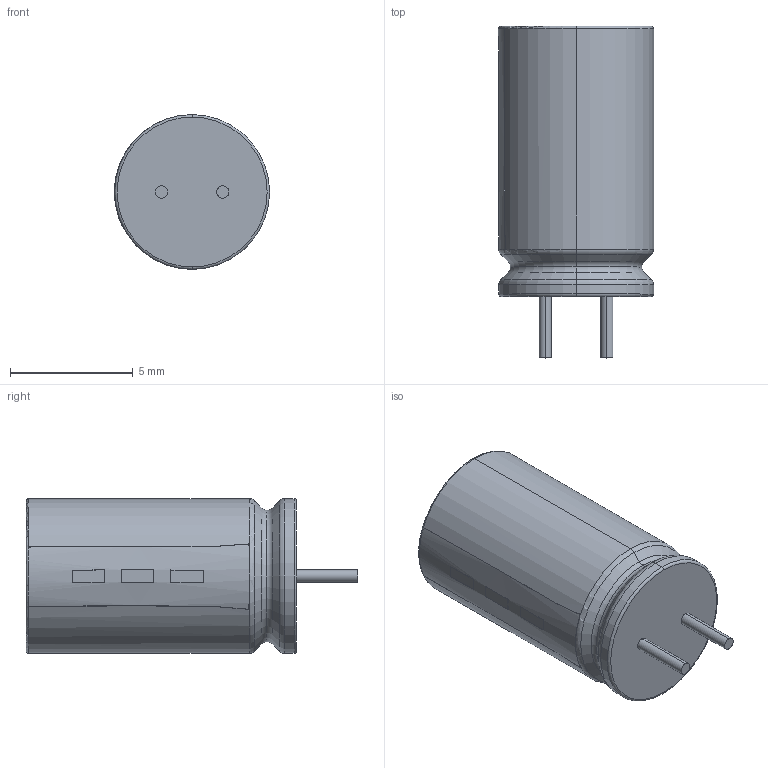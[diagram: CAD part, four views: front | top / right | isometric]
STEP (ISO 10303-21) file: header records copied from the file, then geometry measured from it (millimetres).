
FILE_DESCRIPTION (( 'STEP AP214' ), '1' );
FILE_NAME ('CAL-6-11.STEP', '2022-11-28T12:04:39', ( '' ), ( '' ), 'SwSTEP 2.0', 'SolidWorks 2022', '' );
FILE_SCHEMA (( 'AUTOMOTIVE_DESIGN' ));
Length unit declared in the file: millimetre
Products named in the file (1): CAL-6-11
Bounding box: 6.31 x 13.5 x 6.3 mm (x, y, z)
Volume: 337.5 mm3; surface area: 291.3 mm2
Topology: 1 solids, 1 shells, 59 faces, 131 edges, 80 vertices
Faces by surface type: bspline 16, cylinder 15, torus 12, plane 12, cone 4
Entity records: 2861 total; most frequent: CARTESIAN_POINT 1527, ORIENTED_EDGE 262, DIRECTION 231, EDGE_CURVE 131, AXIS2_PLACEMENT_3D 106, VERTEX_POINT 80, EDGE_LOOP 65, CIRCLE 62
